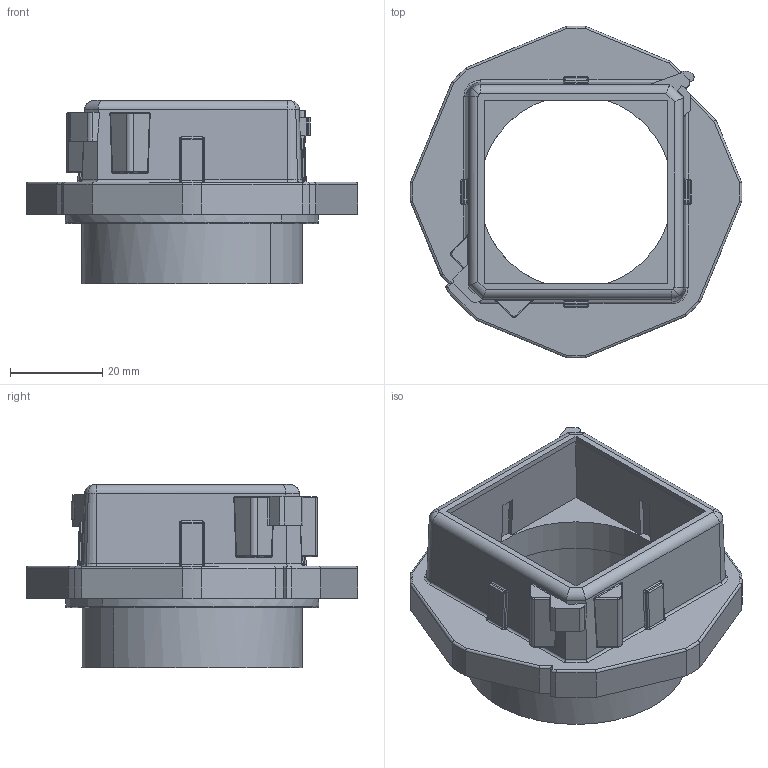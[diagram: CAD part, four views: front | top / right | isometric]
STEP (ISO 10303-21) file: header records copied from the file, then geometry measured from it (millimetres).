
FILE_DESCRIPTION(('CATIA V5 STEP Exchange','CAx-IF Rec.Pracs.--- Model Styling and Organization---1.4--- 2014-01-23'),'2;1');
FILE_NAME ('D1463365_0', '2019-02-06T10:56:40+00:00', ('none'), ('Weidmueller'), 'CATIA Version 5-6 Release 2016 SP3 HF44', 'CATIA V5 STEP AP214', 'none');
FILE_SCHEMA(('AUTOMOTIVE_DESIGN { 1 0 10303 214 1 1 1 1 }'));
Length unit declared in the file: millimetre
Products named in the file (1): 67134_OB_CABTITE_CGS_M50_BK
Bounding box: 71.99 x 71.99 x 39.7 mm (x, y, z)
Volume: 31524.5 mm3; surface area: 18353.8 mm2
Topology: 1 solids, 3 shells, 322 faces, 804 edges, 488 vertices
Faces by surface type: cylinder 133, plane 108, torus 34, bspline 27, sphere 14, cone 6
Entity records: 10288 total; most frequent: CARTESIAN_POINT 2947, ORIENTED_EDGE 1600, DIRECTION 1201, EDGE_CURVE 800, VERTEX_POINT 488, AXIS2_PLACEMENT_3D 464, VECTOR 445, LINE 445
